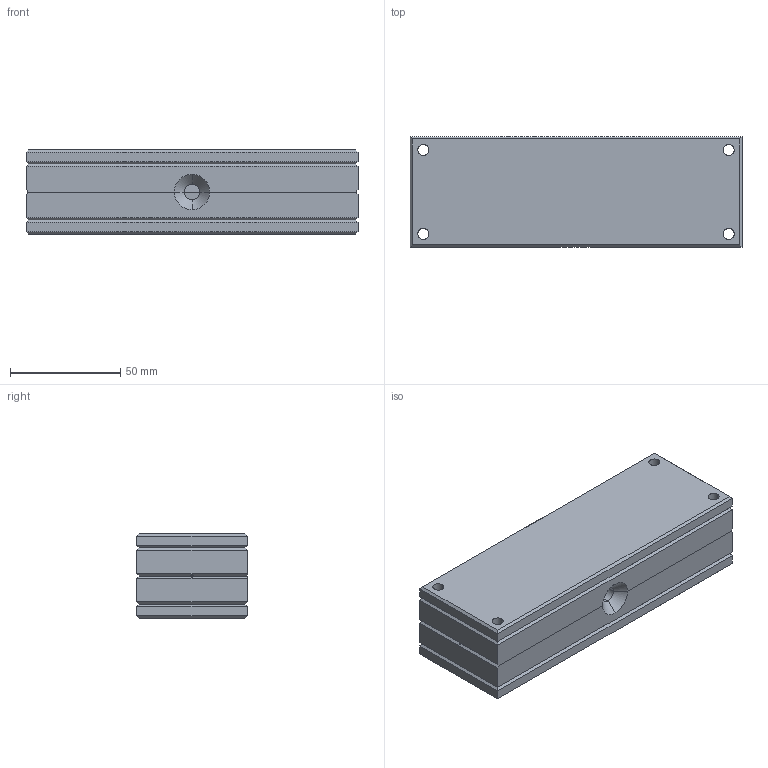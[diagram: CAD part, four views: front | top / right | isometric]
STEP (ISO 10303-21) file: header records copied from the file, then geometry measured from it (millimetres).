
FILE_DESCRIPTION ((), '1');
FILE_NAME ('MoldAssy.stp', '2022-02-20T22:33:31', ('Unknown'), ('Unknown'), 'HarmonyWare STEP v2.1.4', 'HarmonyWare Translators', '');
FILE_SCHEMA (('CONFIG_CONTROL_DESIGN'));
Length unit declared in the file: millimetre
Assembly tree (4 placements, depth 2):
  (unnamed)
    (unnamed)
    (unnamed)
    (unnamed)
    (unnamed)
Bounding box: 150.4 x 50 x 38.1 mm (x, y, z)
Volume: 204704.8 mm3; surface area: 71316.4 mm2
Topology: 4 solids, 4 shells, 146 faces, 374 edges, 230 vertices
Faces by surface type: bspline 146
Entity records: 5796 total; most frequent: CARTESIAN_POINT 3002, ORIENTED_EDGE 732, EDGE_CURVE 366, B_SPLINE_CURVE_WITH_KNOTS 234, VERTEX_POINT 230, EDGE_LOOP 184, FACE_OUTER_BOUND 146, ADVANCED_FACE 146
